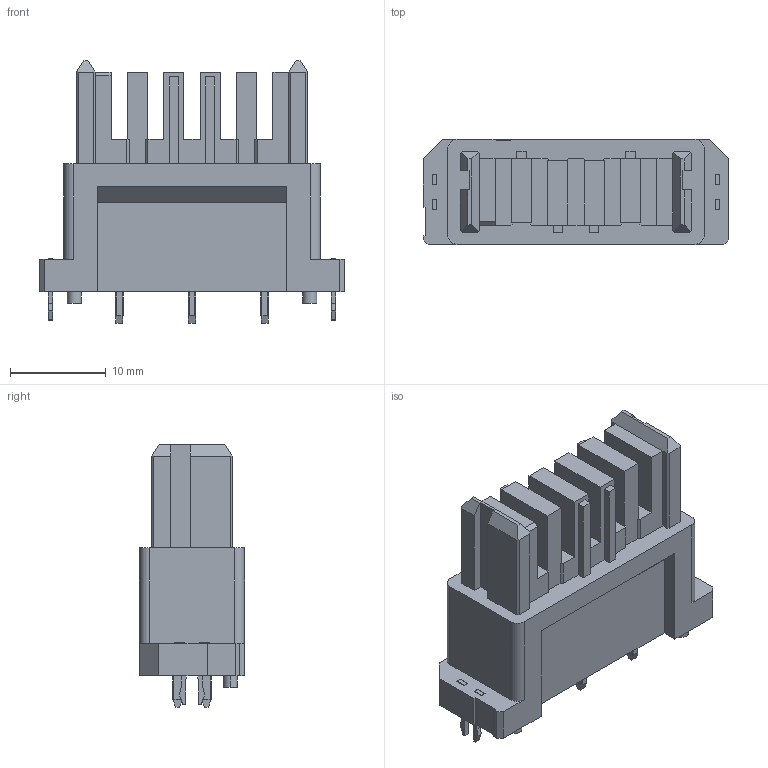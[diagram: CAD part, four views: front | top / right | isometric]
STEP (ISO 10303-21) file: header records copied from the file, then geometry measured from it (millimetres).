
FILE_DESCRIPTION(('Creo Elements/Direct Modeling STEP Export'),'2;1');
FILE_NAME('FX30B-3P-7.62DSA30.stp','2015-08-05T 9:03:40',(''),(''),'Creo Elements/Direct Modeling STEP processor for AP214 (Solid Model)','Creo Elements/Direct Modeling 18.1E 22-Nov-2013 (C) Parametric Technology GmbH','');
FILE_SCHEMA(('AUTOMOTIVE_DESIGN { 1 0 10303 214 1 1 1 1 }'));
Length unit declared in the file: millimetre
Products named in the file (1): FX30B-3P-7.62DSA30
Bounding box: 31.99 x 11 x 27.5 mm (x, y, z)
Volume: 4755.5 mm3; surface area: 2971.9 mm2
Topology: 1 solids, 1 shells, 267 faces, 740 edges, 492 vertices
Faces by surface type: plane 255, cylinder 12
Entity records: 8368 total; most frequent: CARTESIAN_POINT 1496, ORIENTED_EDGE 1480, DIRECTION 1292, EDGE_CURVE 740, VECTOR 716, LINE 716, VERTEX_POINT 492, AXIS2_PLACEMENT_3D 288
